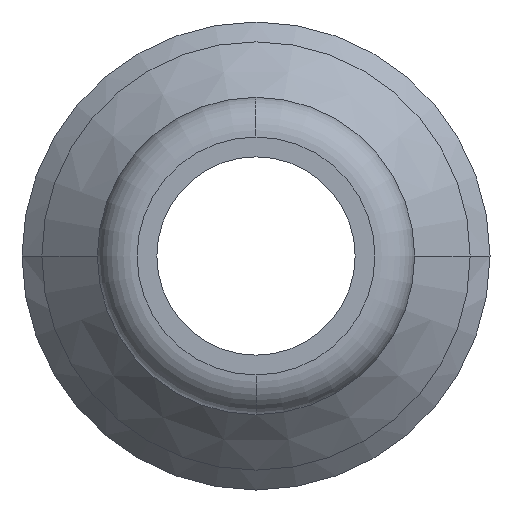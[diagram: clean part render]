
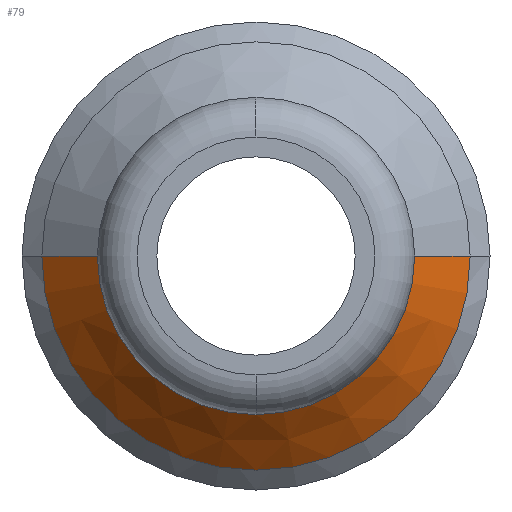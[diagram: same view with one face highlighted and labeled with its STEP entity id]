
A CAD part, front view. The second image highlights one B-rep face of the part: STEP entity #79.
In plain terms, the highlighted conical face has half-angle 45 degrees and reference radius 4.7 mm.
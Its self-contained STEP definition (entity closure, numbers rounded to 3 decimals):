
#79=ADVANCED_FACE('',(#200),#201,.T.);
#200=FACE_OUTER_BOUND('',#369,.T.);
#201=CONICAL_SURFACE('',#370,4.7,0.785);
#369=EDGE_LOOP('',(#542,#543,#544,#545));
#370=AXIS2_PLACEMENT_3D('',#546,#547,#548);
#542=ORIENTED_EDGE('',*,*,#950,.F.);
#543=ORIENTED_EDGE('',*,*,#951,.T.);
#544=ORIENTED_EDGE('',*,*,#952,.F.);
#545=ORIENTED_EDGE('',*,*,#953,.F.);
#546=CARTESIAN_POINT('',(0.0,6.1,0.0));
#547=DIRECTION('',(-0.0,1.0,-0.0));
#548=DIRECTION('',(1.0,0.0,0.0));
#950=EDGE_CURVE('',#1114,#1115,#1116,.T.);
#951=EDGE_CURVE('',#1114,#1117,#1118,.T.);
#952=EDGE_CURVE('',#1119,#1117,#1120,.T.);
#953=EDGE_CURVE('',#1115,#1119,#1121,.T.);
#1114=VERTEX_POINT('',#1337);
#1115=VERTEX_POINT('',#1338);
#1116=LINE('',#1339,#1340);
#1117=VERTEX_POINT('',#1341);
#1118=CIRCLE('',#1342,4.0);
#1119=VERTEX_POINT('',#1343);
#1120=LINE('',#1344,#1345);
#1121=CIRCLE('',#1346,5.4);
#1337=CARTESIAN_POINT('',(4.0,5.4,0.0));
#1338=CARTESIAN_POINT('',(5.4,6.8,0.0));
#1339=CARTESIAN_POINT('',(4.7,6.1,0.));
#1340=VECTOR('',#1589,1.0);
#1341=CARTESIAN_POINT('',(-4.0,5.4,0.));
#1342=AXIS2_PLACEMENT_3D('',#1590,#1591,#1592);
#1343=CARTESIAN_POINT('',(-5.4,6.8,0.));
#1344=CARTESIAN_POINT('',(-4.7,6.1,0.));
#1345=VECTOR('',#1593,1.0);
#1346=AXIS2_PLACEMENT_3D('',#1594,#1595,#1596);
#1589=DIRECTION('',(0.707,0.707,0.));
#1590=CARTESIAN_POINT('',(0.0,5.4,0.0));
#1591=DIRECTION('',(-0.0,1.0,0.0));
#1592=DIRECTION('',(1.0,0.0,0.0));
#1593=DIRECTION('',(0.707,-0.707,0.));
#1594=CARTESIAN_POINT('',(0.0,6.8,0.0));
#1595=DIRECTION('',(-0.0,1.0,0.0));
#1596=DIRECTION('',(1.0,0.0,0.0));
